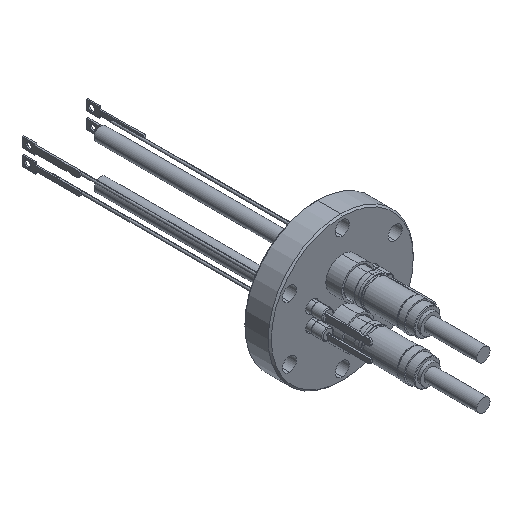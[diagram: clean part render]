
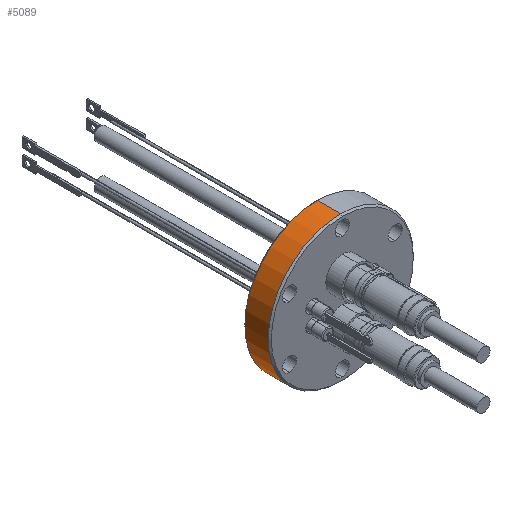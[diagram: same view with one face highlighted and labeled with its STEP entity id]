
A CAD part, isometric view. The second image highlights one B-rep face of the part: STEP entity #5089.
In plain terms, the highlighted cylindrical face has radius 34.925 mm (diameter 69.85 mm), a partial arc.
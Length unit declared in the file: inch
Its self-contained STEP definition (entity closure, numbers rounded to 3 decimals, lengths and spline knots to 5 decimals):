
#64 = DIRECTION ( 'NONE',  ( 0., 0., 1. ) ) ;
#65 = DIRECTION ( 'NONE',  ( 0., 1., 0. ) ) ;
#67 = CARTESIAN_POINT ( 'NONE',  ( 0., 0., 0. ) ) ;
#269 = ORIENTED_EDGE ( 'NONE', *, *, #8601, .T. ) ;
#270 = ORIENTED_EDGE ( 'NONE', *, *, #8393, .T. ) ;
#805 = EDGE_LOOP ( 'NONE', ( #3220, #269, #270, #3224 ) ) ;
#1681 = CARTESIAN_POINT ( 'NONE',  ( 0., 0., -1.375 ) ) ;
#1685 = DIRECTION ( 'NONE',  ( 0., 1., 0. ) ) ;
#1920 = AXIS2_PLACEMENT_3D ( 'NONE', #67, #65, #64 ) ;
#2763 = LINE ( 'NONE', #6066, #2765 ) ;
#2765 = VECTOR ( 'NONE', #6060, 39.37008 ) ;
#3220 = ORIENTED_EDGE ( 'NONE', *, *, #8651, .F. ) ;
#3224 = ORIENTED_EDGE ( 'NONE', *, *, #8697, .F. ) ;
#4469 = VERTEX_POINT ( 'NONE', #4904 ) ;
#4509 = VERTEX_POINT ( 'NONE', #4803 ) ;
#4803 = CARTESIAN_POINT ( 'NONE',  ( 0., -1.14312, 1.375 ) ) ;
#4904 = CARTESIAN_POINT ( 'NONE',  ( 0., -1.14312, -1.375 ) ) ;
#5089 = ADVANCED_FACE ( 'NONE', ( #9672 ), #9679, .T. ) ;
#5371 = CARTESIAN_POINT ( 'NONE',  ( 0., -0.70312, -1.375 ) ) ;
#6060 = DIRECTION ( 'NONE',  ( 0., 1., 0. ) ) ;
#6066 = CARTESIAN_POINT ( 'NONE',  ( 0., 0., 1.375 ) ) ;
#7041 = CARTESIAN_POINT ( 'NONE',  ( 0., -1.14312, 0. ) ) ;
#7042 = DIRECTION ( 'NONE',  ( 0., 1., 0. ) ) ;
#7043 = DIRECTION ( 'NONE',  ( 0., 0., 1. ) ) ;
#8393 = EDGE_CURVE ( 'NONE', #4509, #10472, #2763, .T. ) ;
#8601 = EDGE_CURVE ( 'NONE', #4469, #4509, #11011, .T. ) ;
#8651 = EDGE_CURVE ( 'NONE', #4469, #11779, #11073, .T. ) ;
#8697 = EDGE_CURVE ( 'NONE', #11779, #10472, #11146, .T. ) ;
#9410 = CARTESIAN_POINT ( 'NONE',  ( 0., -0.70312, 0. ) ) ;
#9411 = DIRECTION ( 'NONE',  ( 0., 1., 0. ) ) ;
#9412 = DIRECTION ( 'NONE',  ( 0., 0., 1. ) ) ;
#9610 = CARTESIAN_POINT ( 'NONE',  ( 0., -0.70312, 1.375 ) ) ;
#9672 = FACE_OUTER_BOUND ( 'NONE', #805, .T. ) ;
#9679 = CYLINDRICAL_SURFACE ( 'NONE', #1920, 1.375 ) ;
#10472 = VERTEX_POINT ( 'NONE', #9610 ) ;
#10687 = AXIS2_PLACEMENT_3D ( 'NONE', #7041, #7042, #7043 ) ;
#10743 = AXIS2_PLACEMENT_3D ( 'NONE', #9410, #9411, #9412 ) ;
#11011 = CIRCLE ( 'NONE', #10687, 1.375 ) ;
#11073 = LINE ( 'NONE', #1681, #11084 ) ;
#11084 = VECTOR ( 'NONE', #1685, 39.37008 ) ;
#11146 = CIRCLE ( 'NONE', #10743, 1.375 ) ;
#11779 = VERTEX_POINT ( 'NONE', #5371 ) ;
